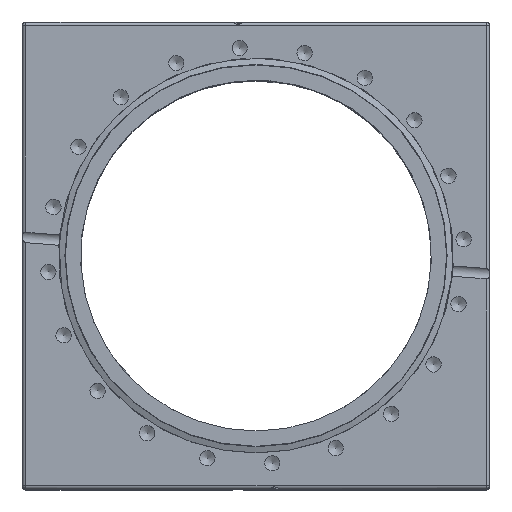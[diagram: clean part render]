
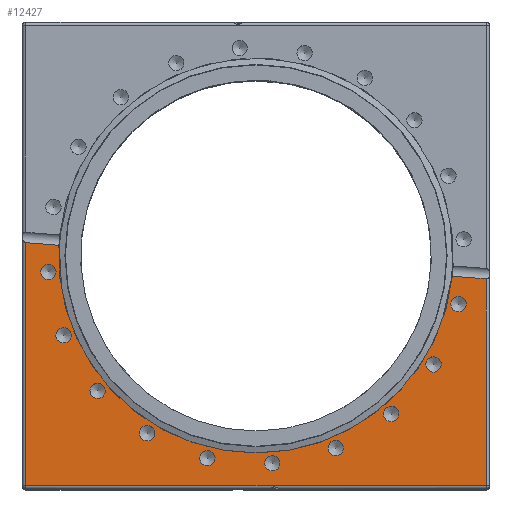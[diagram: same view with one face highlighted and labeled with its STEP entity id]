
A CAD part, top view. The second image highlights one B-rep face of the part: STEP entity #12427.
In plain terms, the highlighted planar face has unit normal (0, 0, 1).
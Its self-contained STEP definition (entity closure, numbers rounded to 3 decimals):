
#443=CARTESIAN_POINT('',(85.281,-8.955,101.5));
#444=VERTEX_POINT('',#443);
#472=CARTESIAN_POINT('',(100.0,-10.113,101.5));
#473=VERTEX_POINT('',#472);
#474=CARTESIAN_POINT('',(100.0,-10.113,101.5));
#475=DIRECTION('',(-0.997,0.078,0.0));
#476=VECTOR('',#475,14.764);
#477=LINE('',#474,#476);
#478=EDGE_CURVE('',#473,#444,#477,.T.);
#560=CARTESIAN_POINT('',(-85.632,4.496,101.5));
#561=VERTEX_POINT('',#560);
#587=CARTESIAN_POINT('',(0.0,0.0,101.5));
#588=DIRECTION('',(0.0,0.0,-1.0));
#589=DIRECTION('',(0.0,-1.0,0.0));
#590=AXIS2_PLACEMENT_3D('',#587,#588,#589);
#591=CIRCLE('',#590,85.75);
#592=EDGE_CURVE('',#444,#561,#591,.T.);
#774=CARTESIAN_POINT('',(-100.0,5.627,101.5));
#775=VERTEX_POINT('',#774);
#819=CARTESIAN_POINT('',(-85.632,4.496,101.5));
#820=DIRECTION('',(-0.997,0.078,0.0));
#821=VECTOR('',#820,14.412);
#822=LINE('',#819,#821);
#823=EDGE_CURVE('',#561,#775,#822,.T.);
#1774=CARTESIAN_POINT('',(100.,-100.0,101.5));
#1775=VERTEX_POINT('',#1774);
#1783=CARTESIAN_POINT('',(-100.0,-100.0,101.5));
#1784=VERTEX_POINT('',#1783);
#1785=CARTESIAN_POINT('',(100.,-100.0,101.5));
#1786=DIRECTION('',(-1.0,0.0,0.0));
#1787=VECTOR('',#1786,200.0);
#1788=LINE('',#1785,#1787);
#1789=EDGE_CURVE('',#1775,#1784,#1788,.T.);
#7732=CARTESIAN_POINT('',(84.839,-20.1,101.5));
#7733=VERTEX_POINT('',#7732);
#7734=CARTESIAN_POINT('',(87.999,-21.127,101.5));
#7735=DIRECTION('',(0.0,0.0,-1.0));
#7736=DIRECTION('',(-0.951,0.309,0.0));
#7737=AXIS2_PLACEMENT_3D('',#7734,#7735,#7736);
#7738=CIRCLE('',#7737,3.324);
#7739=EDGE_CURVE('',#7733,#7733,#7738,.T.);
#7811=CARTESIAN_POINT('',(74.475,-45.333,101.5));
#7812=VERTEX_POINT('',#7811);
#7813=CARTESIAN_POINT('',(77.164,-47.286,101.5));
#7814=DIRECTION('',(0.0,0.0,-1.0));
#7815=DIRECTION('',(-0.809,0.588,0.0));
#7816=AXIS2_PLACEMENT_3D('',#7813,#7814,#7815);
#7817=CIRCLE('',#7816,3.324);
#7818=EDGE_CURVE('',#7812,#7812,#7817,.T.);
#7890=CARTESIAN_POINT('',(56.822,-66.128,101.5));
#7891=VERTEX_POINT('',#7890);
#7892=CARTESIAN_POINT('',(58.775,-68.817,101.5));
#7893=DIRECTION('',(0.0,0.0,-1.));
#7894=DIRECTION('',(-0.588,0.809,0.0));
#7895=AXIS2_PLACEMENT_3D('',#7892,#7893,#7894);
#7896=CIRCLE('',#7895,3.324);
#7897=EDGE_CURVE('',#7891,#7891,#7896,.T.);
#7969=CARTESIAN_POINT('',(33.606,-80.45,101.5));
#7970=VERTEX_POINT('',#7969);
#7971=CARTESIAN_POINT('',(34.633,-83.611,101.5));
#7972=DIRECTION('',(0.0,0.0,-1.));
#7973=DIRECTION('',(-0.309,0.951,0.0));
#7974=AXIS2_PLACEMENT_3D('',#7971,#7972,#7973);
#7975=CIRCLE('',#7974,3.324);
#7976=EDGE_CURVE('',#7970,#7970,#7975,.T.);
#8048=CARTESIAN_POINT('',(7.101,-86.898,101.5));
#8049=VERTEX_POINT('',#8048);
#8050=CARTESIAN_POINT('',(7.101,-90.221,101.5));
#8051=DIRECTION('',(0.0,0.0,-1.0));
#8052=DIRECTION('',(0.0,1.0,0.0));
#8053=AXIS2_PLACEMENT_3D('',#8050,#8051,#8052);
#8054=CIRCLE('',#8053,3.324);
#8055=EDGE_CURVE('',#8049,#8049,#8054,.T.);
#8127=CARTESIAN_POINT('',(-20.1,-84.839,101.5));
#8128=VERTEX_POINT('',#8127);
#8129=CARTESIAN_POINT('',(-21.127,-87.999,101.5));
#8130=DIRECTION('',(0.0,0.0,-1.));
#8131=DIRECTION('',(0.309,0.951,0.0));
#8132=AXIS2_PLACEMENT_3D('',#8129,#8130,#8131);
#8133=CIRCLE('',#8132,3.324);
#8134=EDGE_CURVE('',#8128,#8128,#8133,.T.);
#8206=CARTESIAN_POINT('',(-45.333,-74.475,101.5));
#8207=VERTEX_POINT('',#8206);
#8208=CARTESIAN_POINT('',(-47.286,-77.164,101.5));
#8209=DIRECTION('',(0.0,0.0,-1.0));
#8210=DIRECTION('',(0.588,0.809,0.0));
#8211=AXIS2_PLACEMENT_3D('',#8208,#8209,#8210);
#8212=CIRCLE('',#8211,3.324);
#8213=EDGE_CURVE('',#8207,#8207,#8212,.T.);
#8285=CARTESIAN_POINT('',(-66.128,-56.822,101.5));
#8286=VERTEX_POINT('',#8285);
#8287=CARTESIAN_POINT('',(-68.817,-58.775,101.5));
#8288=DIRECTION('',(0.0,0.0,-1.0));
#8289=DIRECTION('',(0.809,0.588,0.0));
#8290=AXIS2_PLACEMENT_3D('',#8287,#8288,#8289);
#8291=CIRCLE('',#8290,3.324);
#8292=EDGE_CURVE('',#8286,#8286,#8291,.T.);
#8364=CARTESIAN_POINT('',(-80.45,-33.606,101.5));
#8365=VERTEX_POINT('',#8364);
#8366=CARTESIAN_POINT('',(-83.611,-34.633,101.5));
#8367=DIRECTION('',(0.0,0.0,-1.));
#8368=DIRECTION('',(0.951,0.309,0.0));
#8369=AXIS2_PLACEMENT_3D('',#8366,#8367,#8368);
#8370=CIRCLE('',#8369,3.324);
#8371=EDGE_CURVE('',#8365,#8365,#8370,.T.);
#8443=CARTESIAN_POINT('',(-86.898,-7.101,101.5));
#8444=VERTEX_POINT('',#8443);
#8445=CARTESIAN_POINT('',(-90.221,-7.101,101.5));
#8446=DIRECTION('',(0.0,0.0,-1.0));
#8447=DIRECTION('',(1.0,0.0,0.0));
#8448=AXIS2_PLACEMENT_3D('',#8445,#8446,#8447);
#8449=CIRCLE('',#8448,3.324);
#8450=EDGE_CURVE('',#8444,#8444,#8449,.T.);
#12178=CARTESIAN_POINT('',(-100.0,-100.0,101.5));
#12179=DIRECTION('',(0.0,1.0,0.0));
#12180=VECTOR('',#12179,105.627);
#12181=LINE('',#12178,#12180);
#12182=EDGE_CURVE('',#1784,#775,#12181,.T.);
#12279=CARTESIAN_POINT('',(100.0,-10.113,101.5));
#12280=DIRECTION('',(0.0,-1.0,0.0));
#12281=VECTOR('',#12280,89.887);
#12282=LINE('',#12279,#12281);
#12283=EDGE_CURVE('',#473,#1775,#12282,.T.);
#12384=CARTESIAN_POINT('',(0.,0.,101.5));
#12385=DIRECTION('',(0.0,0.0,1.0));
#12386=DIRECTION('',(1.0,0.0,0.0));
#12387=AXIS2_PLACEMENT_3D('',#12384,#12385,#12386);
#12388=PLANE('',#12387);
#12389=ORIENTED_EDGE('',*,*,#478,.T.);
#12390=ORIENTED_EDGE('',*,*,#592,.T.);
#12391=ORIENTED_EDGE('',*,*,#823,.T.);
#12392=ORIENTED_EDGE('',*,*,#12182,.F.);
#12393=ORIENTED_EDGE('',*,*,#1789,.F.);
#12394=ORIENTED_EDGE('',*,*,#12283,.F.);
#12395=EDGE_LOOP('',(#12389,#12390,#12391,#12392,#12393,#12394));
#12396=FACE_OUTER_BOUND('',#12395,.T.);
#12397=ORIENTED_EDGE('',*,*,#7739,.T.);
#12398=EDGE_LOOP('',(#12397));
#12399=FACE_BOUND('',#12398,.T.);
#12400=ORIENTED_EDGE('',*,*,#7818,.T.);
#12401=EDGE_LOOP('',(#12400));
#12402=FACE_BOUND('',#12401,.T.);
#12403=ORIENTED_EDGE('',*,*,#7897,.T.);
#12404=EDGE_LOOP('',(#12403));
#12405=FACE_BOUND('',#12404,.T.);
#12406=ORIENTED_EDGE('',*,*,#7976,.T.);
#12407=EDGE_LOOP('',(#12406));
#12408=FACE_BOUND('',#12407,.T.);
#12409=ORIENTED_EDGE('',*,*,#8055,.T.);
#12410=EDGE_LOOP('',(#12409));
#12411=FACE_BOUND('',#12410,.T.);
#12412=ORIENTED_EDGE('',*,*,#8134,.T.);
#12413=EDGE_LOOP('',(#12412));
#12414=FACE_BOUND('',#12413,.T.);
#12415=ORIENTED_EDGE('',*,*,#8213,.T.);
#12416=EDGE_LOOP('',(#12415));
#12417=FACE_BOUND('',#12416,.T.);
#12418=ORIENTED_EDGE('',*,*,#8292,.T.);
#12419=EDGE_LOOP('',(#12418));
#12420=FACE_BOUND('',#12419,.T.);
#12421=ORIENTED_EDGE('',*,*,#8371,.T.);
#12422=EDGE_LOOP('',(#12421));
#12423=FACE_BOUND('',#12422,.T.);
#12424=ORIENTED_EDGE('',*,*,#8450,.T.);
#12425=EDGE_LOOP('',(#12424));
#12426=FACE_BOUND('',#12425,.T.);
#12427=ADVANCED_FACE('',(#12396,#12399,#12402,#12405,#12408,#12411,#12414,#12417,#12420,#12423,#12426),#12388,.T.);
